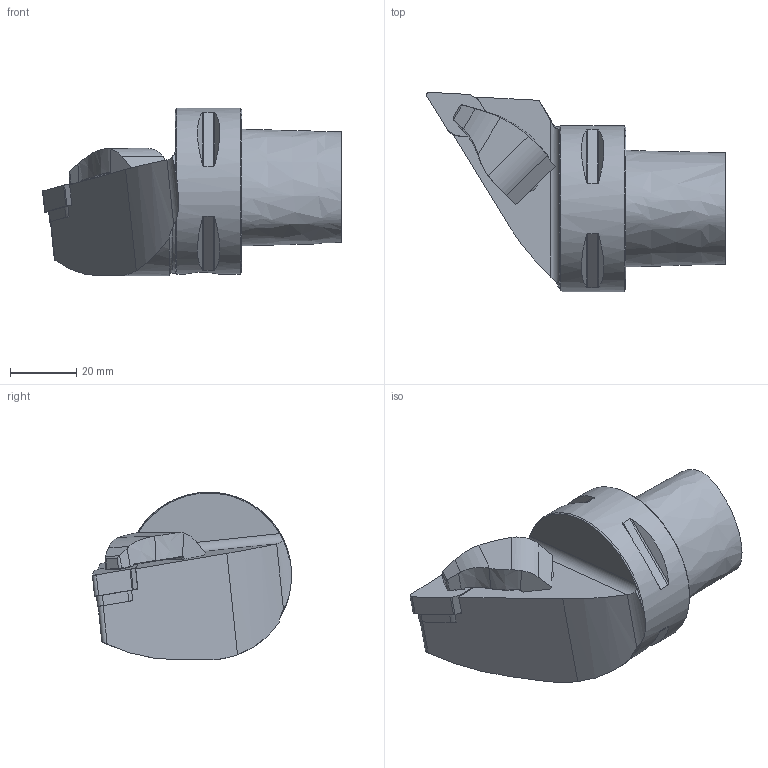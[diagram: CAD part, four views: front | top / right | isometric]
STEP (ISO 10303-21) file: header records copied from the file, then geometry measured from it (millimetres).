
FILE_DESCRIPTION(/* description */ (''),/* implementation_level */ '2;1');
FILE_NAME(/* name */ 'AC5 TDJNL 35060 15 H.stp',/* time_stamp */ '2024-12-11T16:34:33+03:00',/* author */ (''),/* organization */ (''),/* preprocessor_version */ 'ST-DEVELOPER v19.4',/* originating_system */ 'SIEMENS PLM Software NX2306.5001',/* authorisation */ '');
FILE_SCHEMA (('AUTOMOTIVE_DESIGN { 1 0 10303 214 3 1 1 1 }'));
Length unit declared in the file: millimetre
Products named in the file (1): AC5 TDJNR 35060 15 H-lıght_objects
Bounding box: 90 x 60 x 50.5 mm (x, y, z)
Volume: 99258.9 mm3; surface area: 16148.3 mm2
Topology: 2 solids, 2 shells, 130 faces, 342 edges, 223 vertices
Faces by surface type: plane 60, cylinder 38, cone 16, bspline 12, torus 2, extrusion 2
Full cylindrical faces by diameter (mm): 4 x1, 10 x1, 50 x1
Entity records: 4777 total; most frequent: CARTESIAN_POINT 1746, ORIENTED_EDGE 652, DIRECTION 552, EDGE_CURVE 326, VERTEX_POINT 217, AXIS2_PLACEMENT_3D 202, VECTOR 148, EDGE_LOOP 146
